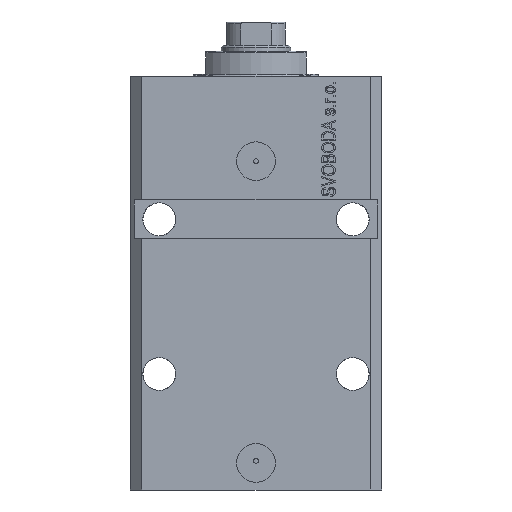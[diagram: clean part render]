
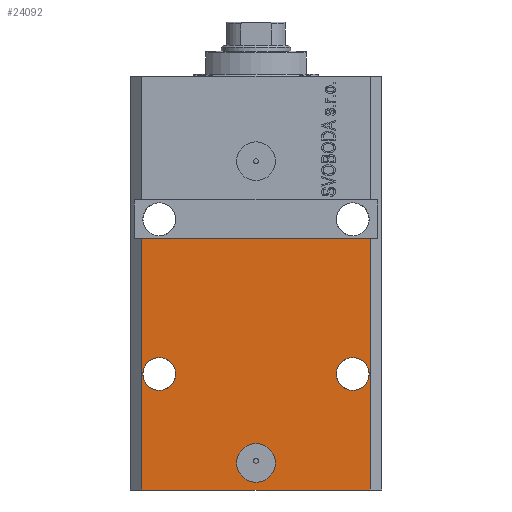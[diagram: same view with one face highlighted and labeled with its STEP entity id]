
A CAD part, front view. The second image highlights one B-rep face of the part: STEP entity #24092.
In plain terms, the highlighted planar face has unit normal (0, -1, 0).
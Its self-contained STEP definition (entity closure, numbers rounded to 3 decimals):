
#617 = DIRECTION ( 'NONE',  ( -1., 0., 0. ) ) ;
#983 = LINE ( 'NONE', #45140, #4902 ) ;
#1107 = DIRECTION ( 'NONE',  ( 1., 0., 0. ) ) ;
#1138 = PLANE ( 'NONE',  #25869 ) ;
#1329 = VERTEX_POINT ( 'NONE', #16654 ) ;
#1599 = EDGE_CURVE ( 'NONE', #15663, #27782, #20255, .T. ) ;
#2299 = ORIENTED_EDGE ( 'NONE', *, *, #15180, .F. ) ;
#2372 = VECTOR ( 'NONE', #36785, 1000. ) ;
#2402 = LINE ( 'NONE', #21890, #2372 ) ;
#2442 = DIRECTION ( 'NONE',  ( 0., 0., 1. ) ) ;
#3204 = VECTOR ( 'NONE', #2442, 1000. ) ;
#3222 = VERTEX_POINT ( 'NONE', #7434 ) ;
#3283 = EDGE_CURVE ( 'NONE', #43358, #3222, #21919, .T. ) ;
#3344 = AXIS2_PLACEMENT_3D ( 'NONE', #27027, #7759, #4114 ) ;
#4114 = DIRECTION ( 'NONE',  ( 1., 0., 0. ) ) ;
#4313 = FACE_BOUND ( 'NONE', #41598, .T. ) ;
#4402 = DIRECTION ( 'NONE',  ( 1., 0., 0. ) ) ;
#4902 = VECTOR ( 'NONE', #4402, 1000. ) ;
#5006 = DIRECTION ( 'NONE',  ( 0., -1., 0. ) ) ;
#5038 = FACE_BOUND ( 'NONE', #40161, .T. ) ;
#5083 = CIRCLE ( 'NONE', #22957, 4.25 ) ;
#5276 = DIRECTION ( 'NONE',  ( 1., 0., 0. ) ) ;
#5827 = EDGE_CURVE ( 'NONE', #1329, #14189, #46205, .T. ) ;
#5863 = EDGE_CURVE ( 'NONE', #3222, #43358, #25157, .T. ) ;
#7128 = AXIS2_PLACEMENT_3D ( 'NONE', #12520, #8625, #23751 ) ;
#7434 = CARTESIAN_POINT ( 'NONE',  ( 5., -22.5, -100. ) ) ;
#7759 = DIRECTION ( 'NONE',  ( 0., -1., 0. ) ) ;
#7826 = AXIS2_PLACEMENT_3D ( 'NONE', #23156, #45368, #18767 ) ;
#7936 = CARTESIAN_POINT ( 'NONE',  ( -25., -22.5, -77. ) ) ;
#8227 = CARTESIAN_POINT ( 'NONE',  ( 29.5, -22.5, -107. ) ) ;
#8625 = DIRECTION ( 'NONE',  ( 0., -1., 0. ) ) ;
#9493 = ORIENTED_EDGE ( 'NONE', *, *, #29421, .F. ) ;
#9842 = CARTESIAN_POINT ( 'NONE',  ( -29.5, -22.5, -42. ) ) ;
#10760 = ORIENTED_EDGE ( 'NONE', *, *, #5863, .F. ) ;
#11416 = DIRECTION ( 'NONE',  ( 0., -1., 0. ) ) ;
#12076 = CARTESIAN_POINT ( 'NONE',  ( 25., -22.5, -77. ) ) ;
#12520 = CARTESIAN_POINT ( 'NONE',  ( 0., -22.5, -100. ) ) ;
#13700 = ORIENTED_EDGE ( 'NONE', *, *, #5827, .F. ) ;
#14189 = VERTEX_POINT ( 'NONE', #40640 ) ;
#14261 = DIRECTION ( 'NONE',  ( 1., 0., 0. ) ) ;
#15180 = EDGE_CURVE ( 'NONE', #39682, #21375, #5083, .T. ) ;
#15293 = CIRCLE ( 'NONE', #41021, 4.25 ) ;
#15663 = VERTEX_POINT ( 'NONE', #20641 ) ;
#15968 = DIRECTION ( 'NONE',  ( 0., -1., 0. ) ) ;
#16654 = CARTESIAN_POINT ( 'NONE',  ( -29.25, -22.5, -77. ) ) ;
#18258 = ORIENTED_EDGE ( 'NONE', *, *, #1599, .F. ) ;
#18767 = DIRECTION ( 'NONE',  ( 1., 0., 0. ) ) ;
#19174 = EDGE_LOOP ( 'NONE', ( #38254, #13700 ) ) ;
#19177 = CARTESIAN_POINT ( 'NONE',  ( -29.5, -22.5, -107. ) ) ;
#20255 = LINE ( 'NONE', #24648, #3204 ) ;
#20641 = CARTESIAN_POINT ( 'NONE',  ( -29.5, -22.5, -107. ) ) ;
#21375 = VERTEX_POINT ( 'NONE', #36833 ) ;
#21890 = CARTESIAN_POINT ( 'NONE',  ( 29.5, -22.5, -107. ) ) ;
#21919 = CIRCLE ( 'NONE', #7128, 5. ) ;
#22957 = AXIS2_PLACEMENT_3D ( 'NONE', #12076, #15968, #1107 ) ;
#23156 = CARTESIAN_POINT ( 'NONE',  ( 25., -22.5, -77. ) ) ;
#23680 = ORIENTED_EDGE ( 'NONE', *, *, #25360, .T. ) ;
#23751 = DIRECTION ( 'NONE',  ( 1., 0., 0. ) ) ;
#24092 = ADVANCED_FACE ( 'NONE', ( #4313, #5038, #46012, #45538 ), #1138, .T. ) ;
#24648 = CARTESIAN_POINT ( 'NONE',  ( -29.5, -22.5, -107. ) ) ;
#24975 = ORIENTED_EDGE ( 'NONE', *, *, #3283, .F. ) ;
#25157 = CIRCLE ( 'NONE', #3344, 5. ) ;
#25360 = EDGE_CURVE ( 'NONE', #15663, #34541, #37677, .T. ) ;
#25869 = AXIS2_PLACEMENT_3D ( 'NONE', #19177, #41877, #5276 ) ;
#25882 = CARTESIAN_POINT ( 'NONE',  ( 20.75, -22.5, -77. ) ) ;
#26702 = VECTOR ( 'NONE', #14261, 1000. ) ;
#27027 = CARTESIAN_POINT ( 'NONE',  ( 0., -22.5, -100. ) ) ;
#27432 = CARTESIAN_POINT ( 'NONE',  ( 29.5, -22.5, -42. ) ) ;
#27782 = VERTEX_POINT ( 'NONE', #9842 ) ;
#27806 = VERTEX_POINT ( 'NONE', #27432 ) ;
#29421 = EDGE_CURVE ( 'NONE', #27782, #27806, #983, .T. ) ;
#29968 = CARTESIAN_POINT ( 'NONE',  ( -25., -22.5, -77. ) ) ;
#34495 = AXIS2_PLACEMENT_3D ( 'NONE', #29968, #11416, #43882 ) ;
#34541 = VERTEX_POINT ( 'NONE', #8227 ) ;
#36573 = ORIENTED_EDGE ( 'NONE', *, *, #47272, .F. ) ;
#36664 = CIRCLE ( 'NONE', #7826, 4.25 ) ;
#36785 = DIRECTION ( 'NONE',  ( 0., 0., 1. ) ) ;
#36833 = CARTESIAN_POINT ( 'NONE',  ( 29.25, -22.5, -77. ) ) ;
#37362 = EDGE_CURVE ( 'NONE', #14189, #1329, #15293, .T. ) ;
#37677 = LINE ( 'NONE', #48170, #26702 ) ;
#38254 = ORIENTED_EDGE ( 'NONE', *, *, #37362, .F. ) ;
#38504 = ORIENTED_EDGE ( 'NONE', *, *, #47385, .T. ) ;
#39682 = VERTEX_POINT ( 'NONE', #25882 ) ;
#40161 = EDGE_LOOP ( 'NONE', ( #36573, #2299 ) ) ;
#40640 = CARTESIAN_POINT ( 'NONE',  ( -20.75, -22.5, -77. ) ) ;
#40883 = EDGE_LOOP ( 'NONE', ( #9493, #18258, #23680, #38504 ) ) ;
#41021 = AXIS2_PLACEMENT_3D ( 'NONE', #7936, #5006, #617 ) ;
#41598 = EDGE_LOOP ( 'NONE', ( #10760, #24975 ) ) ;
#41877 = DIRECTION ( 'NONE',  ( 0., -1., 0. ) ) ;
#43358 = VERTEX_POINT ( 'NONE', #43789 ) ;
#43789 = CARTESIAN_POINT ( 'NONE',  ( -5., -22.5, -100. ) ) ;
#43882 = DIRECTION ( 'NONE',  ( -1., 0., 0. ) ) ;
#45140 = CARTESIAN_POINT ( 'NONE',  ( -32.5, -22.5, -42. ) ) ;
#45368 = DIRECTION ( 'NONE',  ( 0., -1., 0. ) ) ;
#45538 = FACE_OUTER_BOUND ( 'NONE', #40883, .T. ) ;
#46012 = FACE_BOUND ( 'NONE', #19174, .T. ) ;
#46205 = CIRCLE ( 'NONE', #34495, 4.25 ) ;
#47272 = EDGE_CURVE ( 'NONE', #21375, #39682, #36664, .T. ) ;
#47385 = EDGE_CURVE ( 'NONE', #34541, #27806, #2402, .T. ) ;
#48170 = CARTESIAN_POINT ( 'NONE',  ( -29.5, -22.5, -107. ) ) ;
